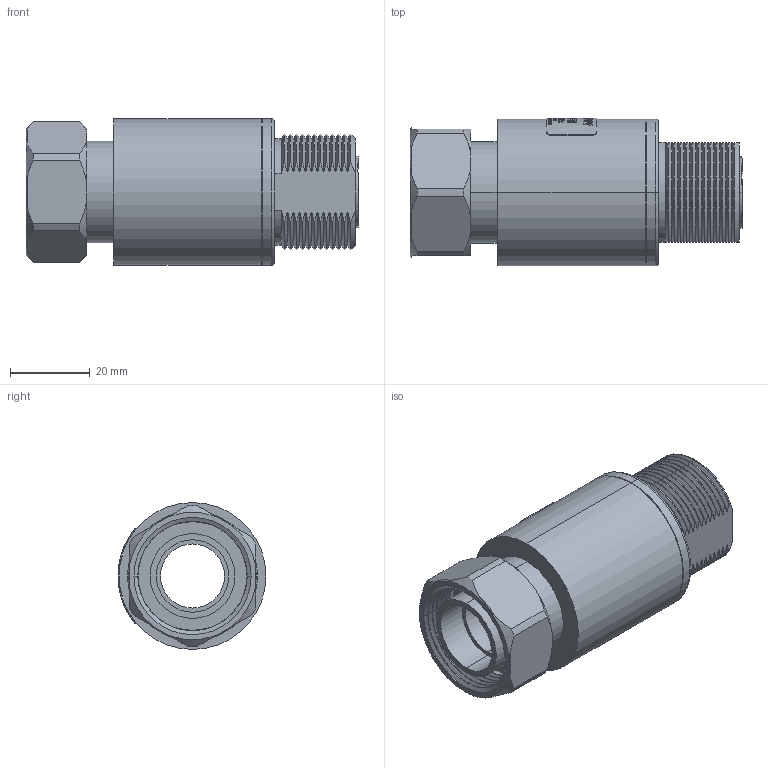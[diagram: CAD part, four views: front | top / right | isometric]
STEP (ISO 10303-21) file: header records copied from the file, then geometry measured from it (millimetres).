
FILE_DESCRIPTION (( 'STEP AP214' ), '1' );
FILE_NAME ('TSX-DFM-KIT.STEP', '2019-07-30T19:41:29', ( '' ), ( '' ), 'SwSTEP 2.0', 'SolidWorks 2019', '' );
FILE_SCHEMA (( 'AUTOMOTIVE_DESIGN' ));
Length unit declared in the file: inch
Products named in the file (11): TSX-DFM-KIT; 5800-0171_5800-0171; 5800-0173; 2003-2770; 1729-0040; 5800-0172; 2003-2770_1.45 dia; 5800-0171
Assembly tree (5 placements, depth 2):
  TSX-DFM-KIT
    5800-0172
    5800-0171_5800-0171
    1729-0040
    5800-0173
    2003-2770_1.45 dia
  2003-2770
  5800-0173
  1729-0040
  5800-0172
Bounding box: 83.25 x 37.08 x 36.83 mm (x, y, z)
Volume: 44892.1 mm3; surface area: 27256.4 mm2
Topology: 5 solids, 5 shells, 1411 faces, 3720 edges, 2443 vertices
Faces by surface type: bspline 630, plane 369, cylinder 274, cone 120, torus 18
Entity records: 87933 total; most frequent: CARTESIAN_POINT 44281, ORIENTED_EDGE 7440, DIRECTION 3948, EDGE_CURVE 3720, VERTEX_POINT 2443, B_SPLINE_CURVE_WITH_KNOTS 2125, AXIS2_PLACEMENT_3D 1563, EDGE_LOOP 1543
